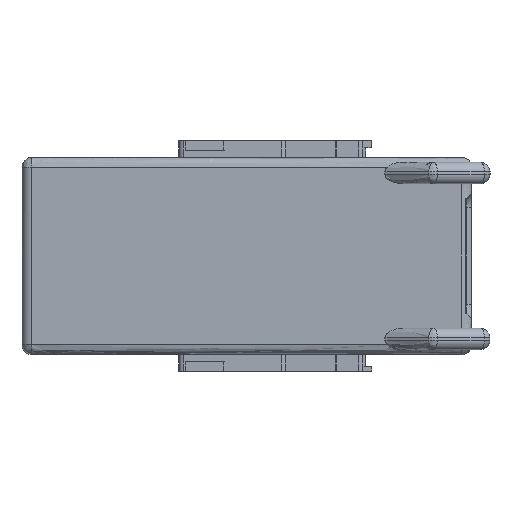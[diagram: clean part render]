
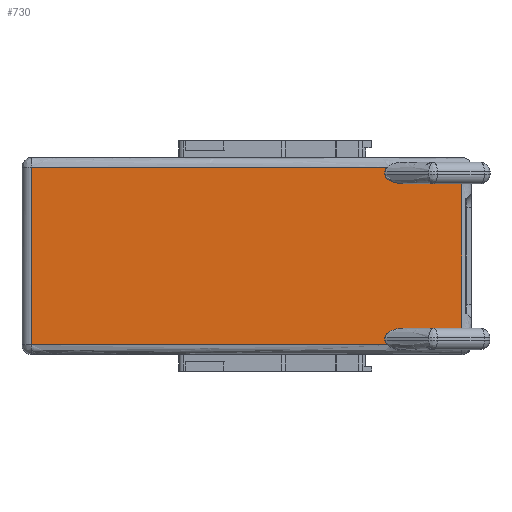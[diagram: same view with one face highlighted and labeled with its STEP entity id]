
A CAD part, front view. The second image highlights one B-rep face of the part: STEP entity #730.
In plain terms, the highlighted free-form (B-spline) face has degree [1, 1] with [2, 2] control points.
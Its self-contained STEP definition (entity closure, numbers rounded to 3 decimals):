
#440 = VERTEX_POINT('',#441);
#441 = CARTESIAN_POINT('',(1.601,-48.833,
    -1.601));
#447 = EDGE_CURVE('',#448,#440,#450,.T.);
#448 = VERTEX_POINT('',#449);
#449 = CARTESIAN_POINT('',(60.885,-48.833,
    -1.601));
#450 = B_SPLINE_CURVE_WITH_KNOTS('',1,(#451,#452),.UNSPECIFIED.,.F.,.F.,
  (2,2),(-76.056,-2.),.PIECEWISE_BEZIER_KNOTS.);
#451 = CARTESIAN_POINT('',(60.885,-48.833,
    -1.601));
#452 = CARTESIAN_POINT('',(1.601,-48.833,
    -1.601));
#509 = VERTEX_POINT('',#510);
#510 = CARTESIAN_POINT('',(60.885,-48.833,
    -31.221));
#523 = EDGE_CURVE('',#524,#509,#526,.T.);
#524 = VERTEX_POINT('',#525);
#525 = CARTESIAN_POINT('',(1.601,-48.833,-31.221
    ));
#526 = B_SPLINE_CURVE_WITH_KNOTS('',1,(#527,#528),.UNSPECIFIED.,.F.,.F.,
  (2,2),(2.,76.056),.PIECEWISE_BEZIER_KNOTS.);
#527 = CARTESIAN_POINT('',(1.601,-48.833,-31.221
    ));
#528 = CARTESIAN_POINT('',(60.885,-48.833,
    -31.221));
#730 = ADVANCED_FACE('',(#731),#809,.T.);
#731 = FACE_BOUND('',#732,.T.);
#732 = EDGE_LOOP('',(#733,#742,#743,#748,#749,#758,#765,#774,#781,#788,
    #795,#804));
#733 = ORIENTED_EDGE('',*,*,#734,.T.);
#734 = EDGE_CURVE('',#735,#448,#737,.T.);
#735 = VERTEX_POINT('',#736);
#736 = CARTESIAN_POINT('',(60.44,-48.833,
    -2.402));
#737 = ( BOUNDED_CURVE() B_SPLINE_CURVE(3,(#738,#739,#740,#741),
.UNSPECIFIED.,.F.,.F.) B_SPLINE_CURVE_WITH_KNOTS((4,4),(0.,
0.524),.PIECEWISE_BEZIER_KNOTS.) CURVE() 
GEOMETRIC_REPRESENTATION_ITEM() RATIONAL_B_SPLINE_CURVE((1.,
0.977,0.977,1.)) REPRESENTATION_ITEM('') );
#738 = CARTESIAN_POINT('',(60.44,-48.833,
    -2.402));
#739 = CARTESIAN_POINT('',(60.44,-48.833,
    -2.119));
#740 = CARTESIAN_POINT('',(60.592,-48.833,
    -1.846));
#741 = CARTESIAN_POINT('',(60.885,-48.833,
    -1.601));
#742 = ORIENTED_EDGE('',*,*,#447,.T.);
#743 = ORIENTED_EDGE('',*,*,#744,.T.);
#744 = EDGE_CURVE('',#440,#524,#745,.T.);
#745 = B_SPLINE_CURVE_WITH_KNOTS('',1,(#746,#747),.UNSPECIFIED.,.F.,.F.,
  (2,2),(2.,39.),.PIECEWISE_BEZIER_KNOTS.);
#746 = CARTESIAN_POINT('',(1.601,-48.833,
    -1.601));
#747 = CARTESIAN_POINT('',(1.601,-48.833,-31.221
    ));
#748 = ORIENTED_EDGE('',*,*,#523,.T.);
#749 = ORIENTED_EDGE('',*,*,#750,.T.);
#750 = EDGE_CURVE('',#509,#751,#753,.T.);
#751 = VERTEX_POINT('',#752);
#752 = CARTESIAN_POINT('',(60.44,-48.833,
    -30.42));
#753 = ( BOUNDED_CURVE() B_SPLINE_CURVE(3,(#754,#755,#756,#757),
.UNSPECIFIED.,.F.,.F.) B_SPLINE_CURVE_WITH_KNOTS((4,4),(5.76,
6.283),.PIECEWISE_BEZIER_KNOTS.) CURVE() 
GEOMETRIC_REPRESENTATION_ITEM() RATIONAL_B_SPLINE_CURVE((1.,
0.977,0.977,1.)) REPRESENTATION_ITEM('') );
#754 = CARTESIAN_POINT('',(60.885,-48.833,
    -31.221));
#755 = CARTESIAN_POINT('',(60.592,-48.833,
    -30.976));
#756 = CARTESIAN_POINT('',(60.44,-48.833,
    -30.703));
#757 = CARTESIAN_POINT('',(60.44,-48.833,
    -30.42));
#758 = ORIENTED_EDGE('',*,*,#759,.F.);
#759 = EDGE_CURVE('',#760,#751,#762,.T.);
#760 = VERTEX_POINT('',#761);
#761 = CARTESIAN_POINT('',(60.44,-48.833,
    -30.02));
#762 = B_SPLINE_CURVE_WITH_KNOTS('',1,(#763,#764),.UNSPECIFIED.,.F.,.F.,
  (2,2),(2.,2.5),.PIECEWISE_BEZIER_KNOTS.);
#763 = CARTESIAN_POINT('',(60.44,-48.833,
    -30.02));
#764 = CARTESIAN_POINT('',(60.44,-48.833,
    -30.42));
#765 = ORIENTED_EDGE('',*,*,#766,.T.);
#766 = EDGE_CURVE('',#760,#767,#769,.T.);
#767 = VERTEX_POINT('',#768);
#768 = CARTESIAN_POINT('',(63.762,-48.833,
    -28.419));
#769 = ( BOUNDED_CURVE() B_SPLINE_CURVE(3,(#770,#771,#772,#773),
.UNSPECIFIED.,.F.,.F.) B_SPLINE_CURVE_WITH_KNOTS((4,4),(3.142,
4.712),.PIECEWISE_BEZIER_KNOTS.) CURVE() 
GEOMETRIC_REPRESENTATION_ITEM() RATIONAL_B_SPLINE_CURVE((1.,
0.805,0.805,1.)) REPRESENTATION_ITEM('') );
#770 = CARTESIAN_POINT('',(60.44,-48.833,
    -30.02));
#771 = CARTESIAN_POINT('',(60.44,-48.833,
    -29.082));
#772 = CARTESIAN_POINT('',(61.816,-48.833,
    -28.419));
#773 = CARTESIAN_POINT('',(63.762,-48.833,
    -28.419));
#774 = ORIENTED_EDGE('',*,*,#775,.F.);
#775 = EDGE_CURVE('',#776,#767,#778,.T.);
#776 = VERTEX_POINT('',#777);
#777 = CARTESIAN_POINT('',(73.249,-48.833,
    -28.419));
#778 = B_SPLINE_CURVE_WITH_KNOTS('',1,(#779,#780),.UNSPECIFIED.,.F.,.F.,
  (2,2),(-16.,-4.149),.PIECEWISE_BEZIER_KNOTS.);
#779 = CARTESIAN_POINT('',(73.249,-48.833,
    -28.419));
#780 = CARTESIAN_POINT('',(63.762,-48.833,
    -28.419));
#781 = ORIENTED_EDGE('',*,*,#782,.T.);
#782 = EDGE_CURVE('',#776,#783,#785,.T.);
#783 = VERTEX_POINT('',#784);
#784 = CARTESIAN_POINT('',(73.249,-48.833,
    -4.403));
#785 = B_SPLINE_CURVE_WITH_KNOTS('',1,(#786,#787),.UNSPECIFIED.,.F.,.F.,
  (2,2),(-35.5,-5.5),.PIECEWISE_BEZIER_KNOTS.);
#786 = CARTESIAN_POINT('',(73.249,-48.833,
    -28.419));
#787 = CARTESIAN_POINT('',(73.249,-48.833,
    -4.403));
#788 = ORIENTED_EDGE('',*,*,#789,.T.);
#789 = EDGE_CURVE('',#783,#790,#792,.T.);
#790 = VERTEX_POINT('',#791);
#791 = CARTESIAN_POINT('',(63.762,-48.833,
    -4.403));
#792 = B_SPLINE_CURVE_WITH_KNOTS('',1,(#793,#794),.UNSPECIFIED.,.F.,.F.,
  (2,2),(-16.,-4.149),.PIECEWISE_BEZIER_KNOTS.);
#793 = CARTESIAN_POINT('',(73.249,-48.833,
    -4.403));
#794 = CARTESIAN_POINT('',(63.762,-48.833,
    -4.403));
#795 = ORIENTED_EDGE('',*,*,#796,.T.);
#796 = EDGE_CURVE('',#790,#797,#799,.T.);
#797 = VERTEX_POINT('',#798);
#798 = CARTESIAN_POINT('',(60.44,-48.833,
    -2.802));
#799 = ( BOUNDED_CURVE() B_SPLINE_CURVE(3,(#800,#801,#802,#803),
.UNSPECIFIED.,.F.,.F.) B_SPLINE_CURVE_WITH_KNOTS((4,4),(1.571,
3.142),.PIECEWISE_BEZIER_KNOTS.) CURVE() 
GEOMETRIC_REPRESENTATION_ITEM() RATIONAL_B_SPLINE_CURVE((1.,
0.805,0.805,1.)) REPRESENTATION_ITEM('') );
#800 = CARTESIAN_POINT('',(63.762,-48.833,
    -4.403));
#801 = CARTESIAN_POINT('',(61.816,-48.833,
    -4.403));
#802 = CARTESIAN_POINT('',(60.44,-48.833,
    -3.74));
#803 = CARTESIAN_POINT('',(60.44,-48.833,
    -2.802));
#804 = ORIENTED_EDGE('',*,*,#805,.T.);
#805 = EDGE_CURVE('',#797,#735,#806,.T.);
#806 = B_SPLINE_CURVE_WITH_KNOTS('',1,(#807,#808),.UNSPECIFIED.,.F.,.F.,
  (2,2),(2.,2.5),.PIECEWISE_BEZIER_KNOTS.);
#807 = CARTESIAN_POINT('',(60.44,-48.833,
    -2.802));
#808 = CARTESIAN_POINT('',(60.44,-48.833,
    -2.402));
#809 = B_SPLINE_SURFACE_WITH_KNOTS('',1,1,(
    (#810,#811)
    ,(#812,#813
    )),.UNSPECIFIED.,.F.,.F.,.F.,(2,2),(2,2),(2.,39.),(2.,91.5),
  .PIECEWISE_BEZIER_KNOTS.);
#810 = CARTESIAN_POINT('',(1.601,-48.833,
    -1.601));
#811 = CARTESIAN_POINT('',(73.249,-48.833,
    -1.601));
#812 = CARTESIAN_POINT('',(1.601,-48.833,-31.221
    ));
#813 = CARTESIAN_POINT('',(73.249,-48.833,
    -31.221));
